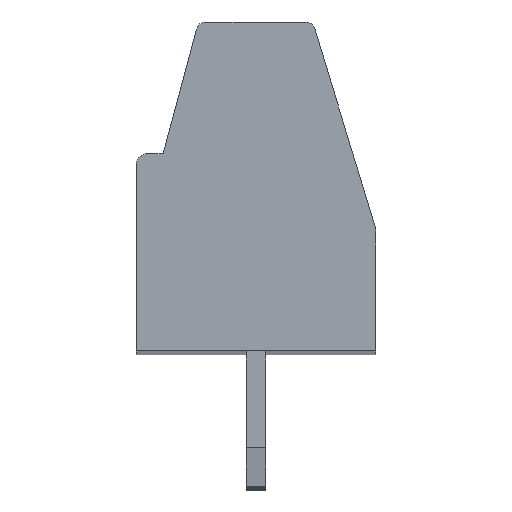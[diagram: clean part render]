
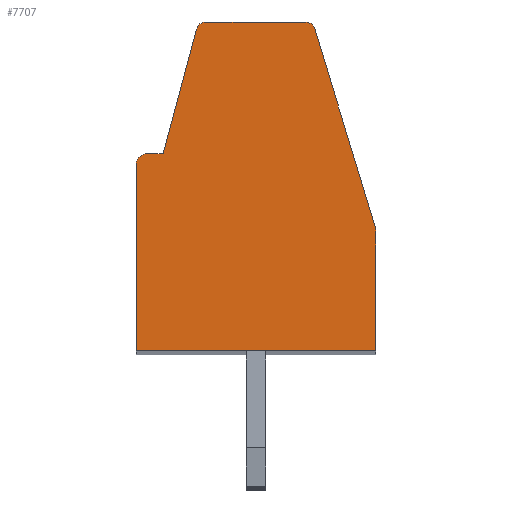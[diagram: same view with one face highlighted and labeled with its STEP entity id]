
A CAD part, top view. The second image highlights one B-rep face of the part: STEP entity #7707.
In plain terms, the highlighted planar face has unit normal (0, 0, 1).
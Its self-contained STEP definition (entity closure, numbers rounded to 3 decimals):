
#14=DIRECTION('',(0.,-1.,0.));
#15=VECTOR('',#14,3.075);
#16=CARTESIAN_POINT('',(3.1,3.075,54.84));
#17=LINE('',#16,#15);
#18=DIRECTION('',(0.,1.,0.));
#19=VECTOR('',#18,4.8);
#20=CARTESIAN_POINT('',(-3.1,0.,54.84));
#21=LINE('',#20,#19);
#22=CARTESIAN_POINT('',(-2.8,4.8,54.84));
#23=DIRECTION('',(0.,0.,-1.));
#24=DIRECTION('',(-1.,0.,0.));
#25=AXIS2_PLACEMENT_3D('',#22,#23,#24);
#27=DIRECTION('',(1.,0.,0.));
#28=VECTOR('',#27,0.4);
#29=CARTESIAN_POINT('',(-2.8,5.1,54.84));
#30=LINE('',#29,#28);
#31=DIRECTION('',(0.259,0.966,0.));
#32=VECTOR('',#31,3.328);
#33=CARTESIAN_POINT('',(-2.4,5.1,54.84));
#34=LINE('',#33,#32);
#35=CARTESIAN_POINT('',(-1.297,8.25,54.84));
#36=DIRECTION('',(0.,0.,-1.));
#37=DIRECTION('',(-0.966,0.259,0.));
#38=AXIS2_PLACEMENT_3D('',#35,#36,#37);
#40=CARTESIAN_POINT('',(1.279,8.25,54.84));
#41=DIRECTION('',(0.,0.,-1.));
#42=DIRECTION('',(-0.001,1.,0.));
#43=AXIS2_PLACEMENT_3D('',#40,#41,#42);
#45=DIRECTION('',(0.292,-0.956,0.));
#46=VECTOR('',#45,5.335);
#47=CARTESIAN_POINT('',(1.518,8.323,54.84));
#48=LINE('',#47,#46);
#49=CARTESIAN_POINT('',(2.6,3.075,54.84));
#50=DIRECTION('',(0.,0.,-1.));
#51=DIRECTION('',(0.956,0.292,0.));
#52=AXIS2_PLACEMENT_3D('',#49,#50,#51);
#80=DIRECTION('',(-1.,0.,0.));
#81=VECTOR('',#80,2.576);
#82=CARTESIAN_POINT('',(1.279,8.5,54.84));
#83=LINE('',#82,#81);
#760=DIRECTION('',(1.,0.,0.));
#761=VECTOR('',#760,6.2);
#762=CARTESIAN_POINT('',(-3.1,0.,54.84));
#763=LINE('',#762,#761);
#5874=CARTESIAN_POINT('',(3.1,3.075,54.84));
#5875=CARTESIAN_POINT('',(3.1,0.,54.84));
#5876=VERTEX_POINT('',#5874);
#5877=VERTEX_POINT('',#5875);
#5878=CARTESIAN_POINT('',(3.078,3.221,54.84));
#5879=VERTEX_POINT('',#5878);
#5880=CARTESIAN_POINT('',(1.518,8.323,54.84));
#5881=VERTEX_POINT('',#5880);
#5882=CARTESIAN_POINT('',(1.279,8.5,54.84));
#5883=VERTEX_POINT('',#5882);
#5884=CARTESIAN_POINT('',(-1.538,8.315,54.84));
#5885=CARTESIAN_POINT('',(-1.297,8.5,54.84));
#5886=VERTEX_POINT('',#5884);
#5887=VERTEX_POINT('',#5885);
#5888=CARTESIAN_POINT('',(-2.4,5.1,54.84));
#5889=VERTEX_POINT('',#5888);
#5890=CARTESIAN_POINT('',(-2.8,5.1,54.84));
#5891=VERTEX_POINT('',#5890);
#5892=CARTESIAN_POINT('',(-3.1,4.8,54.84));
#5893=VERTEX_POINT('',#5892);
#5894=CARTESIAN_POINT('',(-3.1,0.,54.84));
#5895=VERTEX_POINT('',#5894);
#7678=CARTESIAN_POINT('',(0.,0.,54.84));
#7679=DIRECTION('',(0.,0.,1.));
#7680=DIRECTION('',(1.,0.,0.));
#7681=AXIS2_PLACEMENT_3D('',#7678,#7679,#7680);
#7682=PLANE('',#7681);
#7684=ORIENTED_EDGE('',*,*,#7683,.T.);
#7686=ORIENTED_EDGE('',*,*,#7685,.F.);
#7688=ORIENTED_EDGE('',*,*,#7687,.T.);
#7690=ORIENTED_EDGE('',*,*,#7689,.T.);
#7692=ORIENTED_EDGE('',*,*,#7691,.T.);
#7694=ORIENTED_EDGE('',*,*,#7693,.T.);
#7696=ORIENTED_EDGE('',*,*,#7695,.T.);
#7698=ORIENTED_EDGE('',*,*,#7697,.F.);
#7700=ORIENTED_EDGE('',*,*,#7699,.T.);
#7702=ORIENTED_EDGE('',*,*,#7701,.T.);
#7704=ORIENTED_EDGE('',*,*,#7703,.T.);
#7705=EDGE_LOOP('',(#7684,#7686,#7688,#7690,#7692,#7694,#7696,#7698,#7700,#7702,
#7704));
#7706=FACE_OUTER_BOUND('',#7705,.F.);
#26=CIRCLE('',#25,0.3);
#39=CIRCLE('',#38,0.25);
#44=CIRCLE('',#43,0.25);
#53=CIRCLE('',#52,0.5);
#7683=EDGE_CURVE('',#5876,#5877,#17,.T.);
#7685=EDGE_CURVE('',#5895,#5877,#763,.T.);
#7687=EDGE_CURVE('',#5895,#5893,#21,.T.);
#7689=EDGE_CURVE('',#5893,#5891,#26,.T.);
#7691=EDGE_CURVE('',#5891,#5889,#30,.T.);
#7693=EDGE_CURVE('',#5889,#5886,#34,.T.);
#7695=EDGE_CURVE('',#5886,#5887,#39,.T.);
#7697=EDGE_CURVE('',#5883,#5887,#83,.T.);
#7699=EDGE_CURVE('',#5883,#5881,#44,.T.);
#7701=EDGE_CURVE('',#5881,#5879,#48,.T.);
#7703=EDGE_CURVE('',#5879,#5876,#53,.T.);
#7707=ADVANCED_FACE('',(#7706),#7682,.T.);
